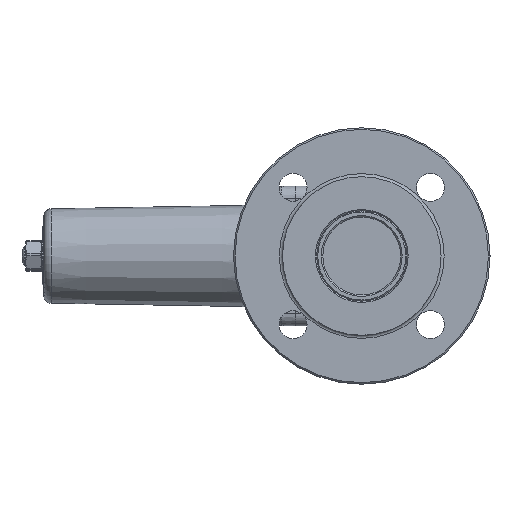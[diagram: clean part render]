
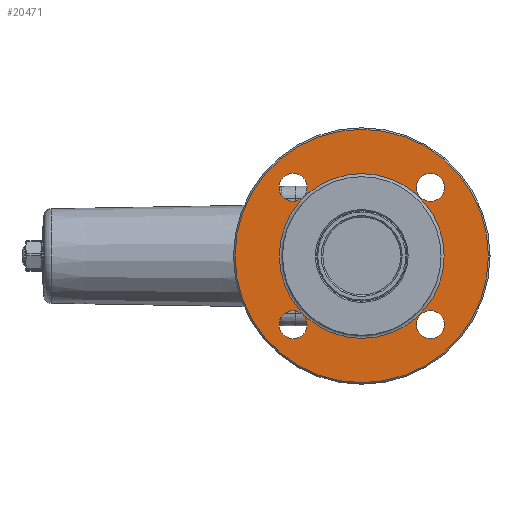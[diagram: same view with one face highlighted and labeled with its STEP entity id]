
A CAD part, left-side view. The second image highlights one B-rep face of the part: STEP entity #20471.
In plain terms, the highlighted planar face has unit normal (-1, 0, 0).
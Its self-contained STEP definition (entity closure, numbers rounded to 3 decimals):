
#77=FACE_BOUND('',#3656,.T.);
#78=FACE_BOUND('',#3657,.T.);
#79=FACE_BOUND('',#3658,.T.);
#80=FACE_BOUND('',#3659,.T.);
#81=FACE_BOUND('',#3660,.T.);
#1990=PLANE('',#21863);
#2297=FACE_OUTER_BOUND('',#3655,.T.);
#3655=EDGE_LOOP('',(#12561));
#3656=EDGE_LOOP('',(#12562));
#3657=EDGE_LOOP('',(#12563));
#3658=EDGE_LOOP('',(#12564));
#3659=EDGE_LOOP('',(#12565));
#3660=EDGE_LOOP('',(#12566));
#5106=CIRCLE('',#21840,9.);
#5113=CIRCLE('',#21851,53.);
#5123=CIRCLE('',#21862,9.);
#5124=CIRCLE('',#21864,81.5);
#5125=CIRCLE('',#21865,9.);
#5126=CIRCLE('',#21866,9.);
#7491=VERTEX_POINT('',#29873);
#7522=VERTEX_POINT('',#30107);
#7535=VERTEX_POINT('',#30254);
#7536=VERTEX_POINT('',#30257);
#7537=VERTEX_POINT('',#30259);
#7538=VERTEX_POINT('',#30261);
#9376=EDGE_CURVE('',#7491,#7491,#5106,.T.);
#9413=EDGE_CURVE('',#7522,#7522,#5113,.T.);
#9428=EDGE_CURVE('',#7535,#7535,#5123,.T.);
#9429=EDGE_CURVE('',#7536,#7536,#5124,.T.);
#9430=EDGE_CURVE('',#7537,#7537,#5125,.T.);
#9431=EDGE_CURVE('',#7538,#7538,#5126,.T.);
#12561=ORIENTED_EDGE('',*,*,#9429,.F.);
#12562=ORIENTED_EDGE('',*,*,#9428,.T.);
#12563=ORIENTED_EDGE('',*,*,#9413,.F.);
#12564=ORIENTED_EDGE('',*,*,#9430,.T.);
#12565=ORIENTED_EDGE('',*,*,#9431,.T.);
#12566=ORIENTED_EDGE('',*,*,#9376,.T.);
#20471=ADVANCED_FACE('',(#2297,#77,#78,#79,#80,#81),#1990,.T.);
#21840=AXIS2_PLACEMENT_3D('',#29874,#23631,#23632);
#21851=AXIS2_PLACEMENT_3D('',#30108,#23653,#23654);
#21862=AXIS2_PLACEMENT_3D('',#30255,#23675,#23676);
#21863=AXIS2_PLACEMENT_3D('',#30256,#23677,#23678);
#21864=AXIS2_PLACEMENT_3D('',#30258,#23679,#23680);
#21865=AXIS2_PLACEMENT_3D('',#30260,#23681,#23682);
#21866=AXIS2_PLACEMENT_3D('',#30262,#23683,#23684);
#23631=DIRECTION('center_axis',(1.,0.,0.));
#23632=DIRECTION('ref_axis',(0.,-1.,0.));
#23653=DIRECTION('center_axis',(-1.,0.,0.));
#23654=DIRECTION('ref_axis',(0.,0.,
1.));
#23675=DIRECTION('center_axis',(1.,0.,0.));
#23676=DIRECTION('ref_axis',(0.,0.,
1.));
#23677=DIRECTION('center_axis',(-1.,0.,0.));
#23678=DIRECTION('ref_axis',(0.,0.,1.));
#23679=DIRECTION('center_axis',(1.,0.,0.));
#23680=DIRECTION('ref_axis',(0.,0.,
1.));
#23681=DIRECTION('center_axis',(1.,0.,0.));
#23682=DIRECTION('ref_axis',(0.,0.,
-1.));
#23683=DIRECTION('center_axis',(1.,0.,0.));
#23684=DIRECTION('ref_axis',(0.,1.,0.));
#29873=CARTESIAN_POINT('',(-112.,-32.153,-44.194));
#29874=CARTESIAN_POINT('Origin',(-112.,-41.153,-44.194));
#30107=CARTESIAN_POINT('',(-112.,-85.348,-53.));
#30108=CARTESIAN_POINT('Origin',(-112.,-85.348,0.));
#30254=CARTESIAN_POINT('',(-112.,-129.542,-53.194));
#30255=CARTESIAN_POINT('Origin',(-112.,-129.542,-44.194));
#30256=CARTESIAN_POINT('Origin',(-112.,-85.348,0.));
#30257=CARTESIAN_POINT('',(-112.,-85.348,-81.5));
#30258=CARTESIAN_POINT('Origin',(-112.,-85.348,0.));
#30259=CARTESIAN_POINT('',(-112.,-41.153,53.194));
#30260=CARTESIAN_POINT('Origin',(-112.,-41.153,44.194));
#30261=CARTESIAN_POINT('',(-112.,-138.542,44.194));
#30262=CARTESIAN_POINT('Origin',(-112.,-129.542,44.194));
